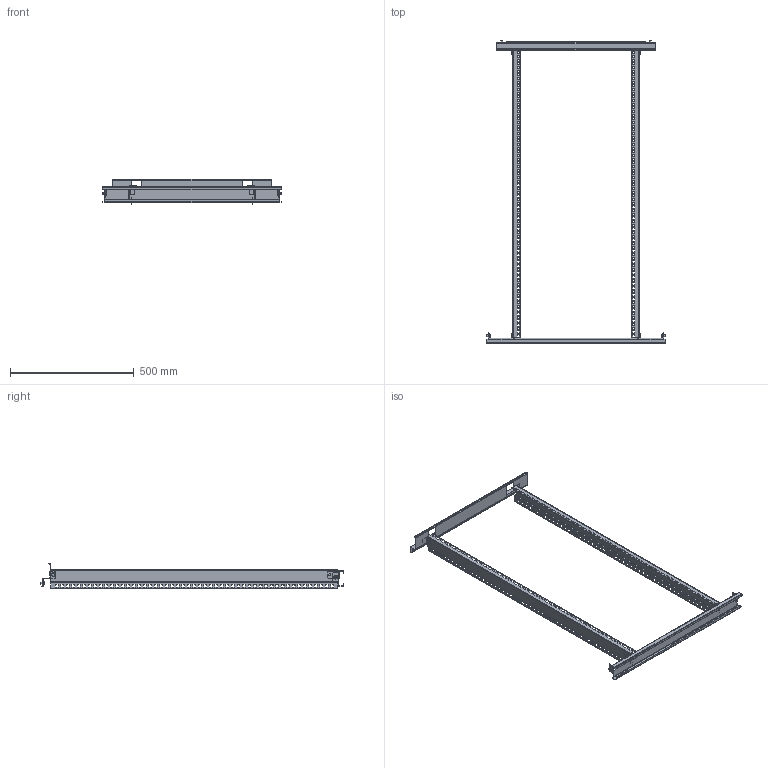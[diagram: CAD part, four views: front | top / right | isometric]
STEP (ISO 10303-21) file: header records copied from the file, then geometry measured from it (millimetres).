
FILE_DESCRIPTION((''),'2;1');
FILE_NAME('NSYBRF26PLAG','2019-03-21T',('SESA6369'),('Schneider-Electric'),'PRO/ENGINEER BY PARAMETRIC TECHNOLOGY CORPORATION, 2015440','PRO/ENGINEER BY PARAMETRIC TECHNOLOGY CORPORATION, 2015440','');
FILE_SCHEMA(('CONFIG_CONTROL_DESIGN'));
Length unit declared in the file: millimetre
Products named in the file (1): NSYBRF26PLAG
Bounding box: 725.83 x 1222.11 x 101.5 mm (x, y, z)
Volume: 734240.5 mm3; surface area: 836366.1 mm2
Topology: 2 solids, 5 shells, 1674 faces, 4636 edges, 3004 vertices
Faces by surface type: plane 1394, cylinder 140, cone 136, bspline 4
Entity records: 54109 total; most frequent: CARTESIAN_POINT 10347, ORIENTED_EDGE 9272, DIRECTION 8210, EDGE_CURVE 4636, VECTOR 4002, LINE 4002, VERTEX_POINT 3004, EDGE_LOOP 2248
